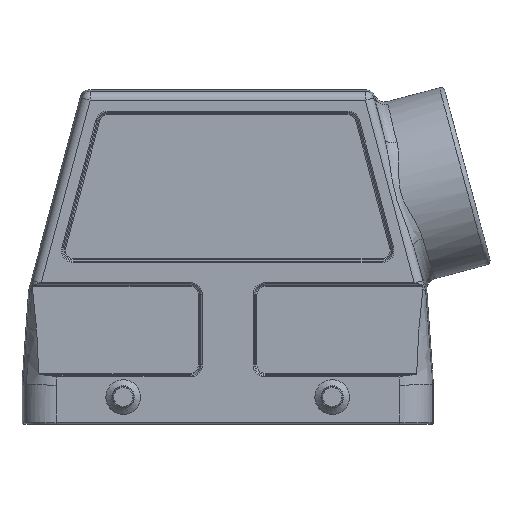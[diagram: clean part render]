
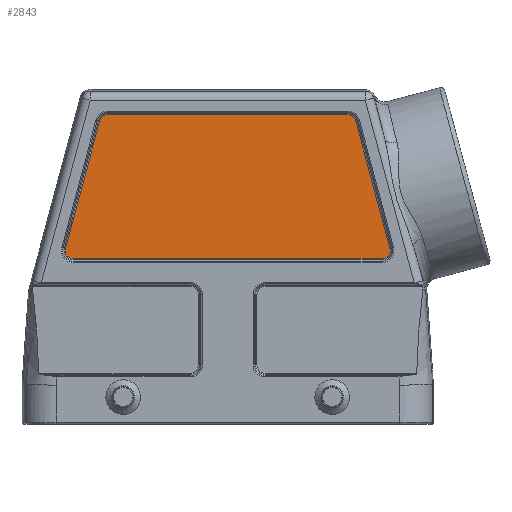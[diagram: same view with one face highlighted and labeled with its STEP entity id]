
A CAD part, front view. The second image highlights one B-rep face of the part: STEP entity #2843.
In plain terms, the highlighted planar face has unit normal (0, -1, 0).
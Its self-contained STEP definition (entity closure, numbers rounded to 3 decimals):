
#2768=CARTESIAN_POINT('',(0.0,-20.3,0.0));
#2769=DIRECTION('',(0.0,-1.0,0.0));
#2770=DIRECTION('',(0.0,0.0,-1.0));
#2771=AXIS2_PLACEMENT_3D('',#2768,#2769,#2770);
#2772=PLANE('',#2771);
#2773=CARTESIAN_POINT('',(-35.074,-20.3,28.497));
#2774=VERTEX_POINT('',#2773);
#2775=CARTESIAN_POINT('',(35.074,-20.3,28.497));
#2776=VERTEX_POINT('',#2775);
#2777=CARTESIAN_POINT('',(-35.074,-20.3,28.497));
#2778=DIRECTION('',(1.0,0.0,0.0));
#2779=VECTOR('',#2778,70.148);
#2780=LINE('',#2777,#2779);
#2781=EDGE_CURVE('',#2774,#2776,#2780,.T.);
#2782=ORIENTED_EDGE('',*,*,#2781,.T.);
#2783=CARTESIAN_POINT('',(36.864,-20.3,30.83));
#2784=VERTEX_POINT('',#2783);
#2785=CARTESIAN_POINT('',(35.074,-20.3,30.35));
#2786=DIRECTION('',(0.0,-1.0,0.0));
#2787=DIRECTION('',(0.0,0.0,-1.0));
#2788=AXIS2_PLACEMENT_3D('',#2785,#2786,#2787);
#2789=CIRCLE('',#2788,1.853);
#2790=EDGE_CURVE('',#2776,#2784,#2789,.T.);
#2791=ORIENTED_EDGE('',*,*,#2790,.T.);
#2792=CARTESIAN_POINT('',(29.093,-20.3,59.83));
#2793=VERTEX_POINT('',#2792);
#2794=CARTESIAN_POINT('',(36.864,-20.3,30.83));
#2795=DIRECTION('',(-0.259,0.0,0.966));
#2796=VECTOR('',#2795,30.023);
#2797=LINE('',#2794,#2796);
#2798=EDGE_CURVE('',#2784,#2793,#2797,.T.);
#2799=ORIENTED_EDGE('',*,*,#2798,.T.);
#2800=CARTESIAN_POINT('',(27.303,-20.3,61.203));
#2801=VERTEX_POINT('',#2800);
#2802=CARTESIAN_POINT('',(27.303,-20.3,59.35));
#2803=DIRECTION('',(0.0,-1.0,0.0));
#2804=DIRECTION('',(0.0,0.0,-1.0));
#2805=AXIS2_PLACEMENT_3D('',#2802,#2803,#2804);
#2806=CIRCLE('',#2805,1.853);
#2807=EDGE_CURVE('',#2793,#2801,#2806,.T.);
#2808=ORIENTED_EDGE('',*,*,#2807,.T.);
#2809=CARTESIAN_POINT('',(-27.303,-20.3,61.203));
#2810=VERTEX_POINT('',#2809);
#2811=CARTESIAN_POINT('',(27.303,-20.3,61.203));
#2812=DIRECTION('',(-1.0,0.0,0.0));
#2813=VECTOR('',#2812,54.607);
#2814=LINE('',#2811,#2813);
#2815=EDGE_CURVE('',#2801,#2810,#2814,.T.);
#2816=ORIENTED_EDGE('',*,*,#2815,.T.);
#2817=CARTESIAN_POINT('',(-29.093,-20.3,59.83));
#2818=VERTEX_POINT('',#2817);
#2819=CARTESIAN_POINT('',(-27.303,-20.3,59.35));
#2820=DIRECTION('',(0.0,-1.0,0.0));
#2821=DIRECTION('',(0.0,0.0,-1.0));
#2822=AXIS2_PLACEMENT_3D('',#2819,#2820,#2821);
#2823=CIRCLE('',#2822,1.853);
#2824=EDGE_CURVE('',#2810,#2818,#2823,.T.);
#2825=ORIENTED_EDGE('',*,*,#2824,.T.);
#2826=CARTESIAN_POINT('',(-36.864,-20.3,30.83));
#2827=VERTEX_POINT('',#2826);
#2828=CARTESIAN_POINT('',(-29.093,-20.3,59.83));
#2829=DIRECTION('',(-0.259,0.0,-0.966));
#2830=VECTOR('',#2829,30.023);
#2831=LINE('',#2828,#2830);
#2832=EDGE_CURVE('',#2818,#2827,#2831,.T.);
#2833=ORIENTED_EDGE('',*,*,#2832,.T.);
#2834=CARTESIAN_POINT('',(-35.074,-20.3,30.35));
#2835=DIRECTION('',(0.0,-1.0,0.0));
#2836=DIRECTION('',(0.0,0.0,-1.0));
#2837=AXIS2_PLACEMENT_3D('',#2834,#2835,#2836);
#2838=CIRCLE('',#2837,1.853);
#2839=EDGE_CURVE('',#2827,#2774,#2838,.T.);
#2840=ORIENTED_EDGE('',*,*,#2839,.T.);
#2841=EDGE_LOOP('',(#2782,#2791,#2799,#2808,#2816,#2825,#2833,#2840));
#2842=FACE_OUTER_BOUND('',#2841,.T.);
#2843=ADVANCED_FACE('',(#2842),#2772,.T.);
